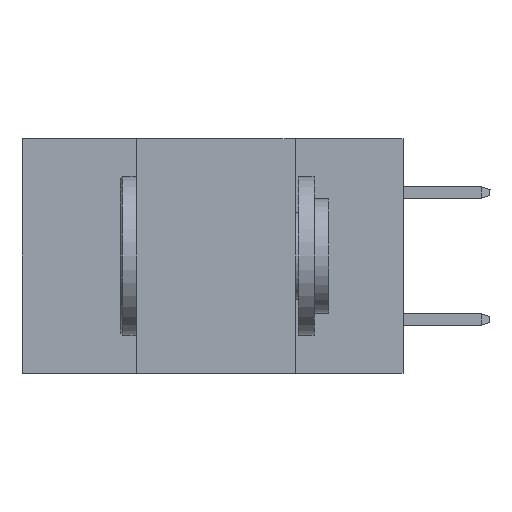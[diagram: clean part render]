
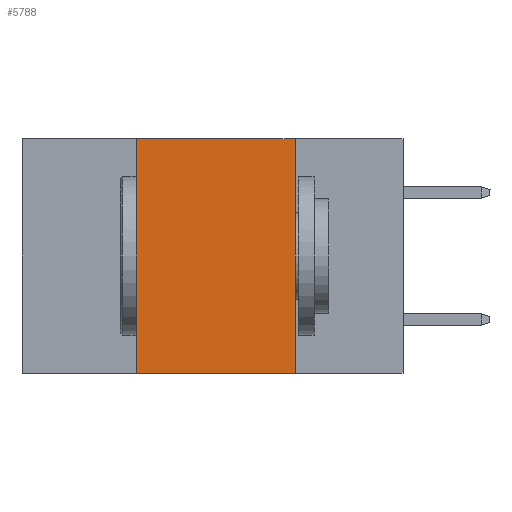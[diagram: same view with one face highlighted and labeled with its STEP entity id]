
A CAD part, left-side view. The second image highlights one B-rep face of the part: STEP entity #5788.
In plain terms, the highlighted planar face has unit normal (-1, 0, 0).
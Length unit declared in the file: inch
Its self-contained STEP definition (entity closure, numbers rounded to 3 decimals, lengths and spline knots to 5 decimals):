
#599 = LINE ( 'NONE', #10091, #18071 ) ;
#2153 = VECTOR ( 'NONE', #17196, 39.37008 ) ;
#2424 = ORIENTED_EDGE ( 'NONE', *, *, #14430, .F. ) ;
#3236 = DIRECTION ( 'NONE',  ( 0., 0., -1. ) ) ;
#4233 = CARTESIAN_POINT ( 'NONE',  ( 0., 0.17, 0. ) ) ;
#5788 = ADVANCED_FACE ( 'NONE', ( #15562 ), #6255, .F. ) ;
#6001 = ORIENTED_EDGE ( 'NONE', *, *, #18008, .T. ) ;
#6255 = PLANE ( 'NONE',  #12442 ) ;
#7514 = EDGE_CURVE ( 'NONE', #16174, #15030, #8119, .T. ) ;
#8119 = LINE ( 'NONE', #12641, #15456 ) ;
#9137 = ORIENTED_EDGE ( 'NONE', *, *, #20012, .F. ) ;
#10091 = CARTESIAN_POINT ( 'NONE',  ( 0., 0.6, 0. ) ) ;
#10480 = CARTESIAN_POINT ( 'NONE',  ( 0., 0.17, -0.37 ) ) ;
#10666 = DIRECTION ( 'NONE',  ( 1., 0., 0. ) ) ;
#11263 = EDGE_LOOP ( 'NONE', ( #11546, #2424, #9137, #6001 ) ) ;
#11546 = ORIENTED_EDGE ( 'NONE', *, *, #7514, .F. ) ;
#12099 = DIRECTION ( 'NONE',  ( 0., 0., -1. ) ) ;
#12161 = CARTESIAN_POINT ( 'NONE',  ( 0., 0.42, -0.37 ) ) ;
#12442 = AXIS2_PLACEMENT_3D ( 'NONE', #17117, #10666, #12099 ) ;
#12641 = CARTESIAN_POINT ( 'NONE',  ( 0., 0.17, 0. ) ) ;
#12942 = VERTEX_POINT ( 'NONE', #15820 ) ;
#13078 = DIRECTION ( 'NONE',  ( 0., -1., 0. ) ) ;
#13434 = VECTOR ( 'NONE', #20070, 39.37008 ) ;
#14430 = EDGE_CURVE ( 'NONE', #12942, #16174, #599, .T. ) ;
#15030 = VERTEX_POINT ( 'NONE', #10480 ) ;
#15061 = LINE ( 'NONE', #16916, #13434 ) ;
#15361 = VERTEX_POINT ( 'NONE', #12161 ) ;
#15456 = VECTOR ( 'NONE', #3236, 39.37008 ) ;
#15537 = CARTESIAN_POINT ( 'NONE',  ( 0., 0.42, 0. ) ) ;
#15562 = FACE_OUTER_BOUND ( 'NONE', #11263, .T. ) ;
#15820 = CARTESIAN_POINT ( 'NONE',  ( 0., 0.42, 0. ) ) ;
#16174 = VERTEX_POINT ( 'NONE', #4233 ) ;
#16916 = CARTESIAN_POINT ( 'NONE',  ( 0., 0.6, -0.37 ) ) ;
#17117 = CARTESIAN_POINT ( 'NONE',  ( 0., 0.6, 0. ) ) ;
#17196 = DIRECTION ( 'NONE',  ( 0., 0., 1. ) ) ;
#18008 = EDGE_CURVE ( 'NONE', #15361, #15030, #15061, .T. ) ;
#18071 = VECTOR ( 'NONE', #13078, 39.37008 ) ;
#18721 = LINE ( 'NONE', #15537, #2153 ) ;
#20012 = EDGE_CURVE ( 'NONE', #15361, #12942, #18721, .T. ) ;
#20070 = DIRECTION ( 'NONE',  ( 0., -1., 0. ) ) ;
